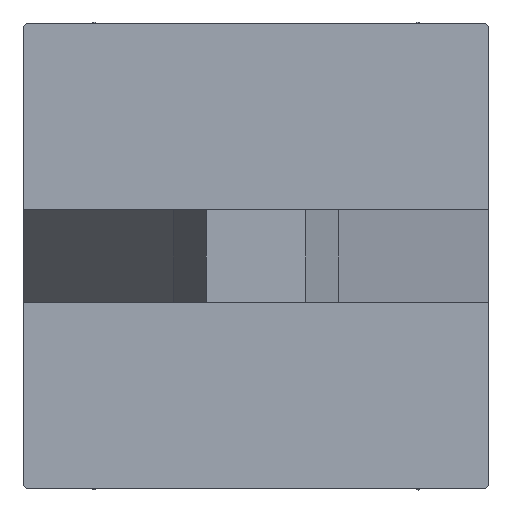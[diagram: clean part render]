
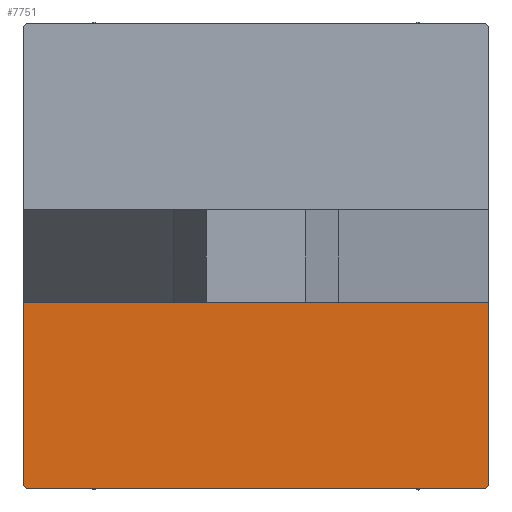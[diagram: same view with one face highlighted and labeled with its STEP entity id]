
A CAD part, left-side view. The second image highlights one B-rep face of the part: STEP entity #7751.
In plain terms, the highlighted planar face has unit normal (-1, 0, 0).
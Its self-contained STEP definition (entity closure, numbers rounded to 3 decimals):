
#1925 = PLANE ( 'NONE',  #3891 ) ;
#3362 = ORIENTED_EDGE ( 'NONE', *, *, #20191, .F. ) ;
#3680 = CARTESIAN_POINT ( 'NONE',  ( 0., 37.5, -37.5 ) ) ;
#3889 = VECTOR ( 'NONE', #15475, 1000. ) ;
#3891 = AXIS2_PLACEMENT_3D ( 'NONE', #44515, #12837, #23994 ) ;
#4292 = LINE ( 'NONE', #19176, #29927 ) ;
#4324 = LINE ( 'NONE', #7578, #37608 ) ;
#4760 = DIRECTION ( 'NONE',  ( 0., 0.707, 0.707 ) ) ;
#4872 = CARTESIAN_POINT ( 'NONE',  ( 0., -37.5, 37.5 ) ) ;
#5179 = EDGE_CURVE ( 'NONE', #15724, #44413, #39047, .T. ) ;
#7578 = CARTESIAN_POINT ( 'NONE',  ( 0., 37.5, 37.5 ) ) ;
#7751 = ADVANCED_FACE ( 'NONE', ( #34694 ), #1925, .T. ) ;
#12150 = EDGE_CURVE ( 'NONE', #44413, #15104, #25472, .T. ) ;
#12837 = DIRECTION ( 'NONE',  ( -1., 0., 0. ) ) ;
#13454 = VECTOR ( 'NONE', #25773, 1000. ) ;
#15104 = VERTEX_POINT ( 'NONE', #24042 ) ;
#15143 = ORIENTED_EDGE ( 'NONE', *, *, #39846, .T. ) ;
#15475 = DIRECTION ( 'NONE',  ( 0., -0.707, 0.707 ) ) ;
#15724 = VERTEX_POINT ( 'NONE', #16276 ) ;
#15797 = LINE ( 'NONE', #4872, #28317 ) ;
#16276 = CARTESIAN_POINT ( 'NONE',  ( 0., -7.5, -37.5 ) ) ;
#16833 = ORIENTED_EDGE ( 'NONE', *, *, #5179, .T. ) ;
#17490 = ORIENTED_EDGE ( 'NONE', *, *, #37118, .F. ) ;
#19176 = CARTESIAN_POINT ( 'NONE',  ( 0., -37.25, 37.25 ) ) ;
#20191 = EDGE_CURVE ( 'NONE', #40817, #26650, #4324, .T. ) ;
#20317 = ORIENTED_EDGE ( 'NONE', *, *, #41163, .T. ) ;
#21960 = CARTESIAN_POINT ( 'NONE',  ( 0., -7.5, 37.5 ) ) ;
#23853 = ORIENTED_EDGE ( 'NONE', *, *, #12150, .T. ) ;
#23994 = DIRECTION ( 'NONE',  ( 0., 0., 1. ) ) ;
#24042 = CARTESIAN_POINT ( 'NONE',  ( 0., -37.5, -37. ) ) ;
#24889 = CARTESIAN_POINT ( 'NONE',  ( 0., -37., 37.5 ) ) ;
#24993 = VERTEX_POINT ( 'NONE', #27080 ) ;
#25472 = LINE ( 'NONE', #32917, #3889 ) ;
#25773 = DIRECTION ( 'NONE',  ( 0., -1., 0. ) ) ;
#26650 = VERTEX_POINT ( 'NONE', #24889 ) ;
#27080 = CARTESIAN_POINT ( 'NONE',  ( 0., -37.5, 37. ) ) ;
#28317 = VECTOR ( 'NONE', #43962, 1000. ) ;
#28974 = DIRECTION ( 'NONE',  ( 0., -1., 0. ) ) ;
#29122 = DIRECTION ( 'NONE',  ( 0., 0., -1. ) ) ;
#29927 = VECTOR ( 'NONE', #4760, 1000. ) ;
#32608 = CARTESIAN_POINT ( 'NONE',  ( 0., -7.5, 37.5 ) ) ;
#32917 = CARTESIAN_POINT ( 'NONE',  ( 0., -37.25, -37.25 ) ) ;
#34694 = FACE_OUTER_BOUND ( 'NONE', #43731, .T. ) ;
#37118 = EDGE_CURVE ( 'NONE', #24993, #15104, #15797, .T. ) ;
#37322 = VECTOR ( 'NONE', #29122, 1000. ) ;
#37608 = VECTOR ( 'NONE', #28974, 1000. ) ;
#39047 = LINE ( 'NONE', #3680, #13454 ) ;
#39846 = EDGE_CURVE ( 'NONE', #40817, #15724, #42869, .T. ) ;
#40817 = VERTEX_POINT ( 'NONE', #21960 ) ;
#41163 = EDGE_CURVE ( 'NONE', #24993, #26650, #4292, .T. ) ;
#41381 = CARTESIAN_POINT ( 'NONE',  ( 0., -37., -37.5 ) ) ;
#42869 = LINE ( 'NONE', #32608, #37322 ) ;
#43731 = EDGE_LOOP ( 'NONE', ( #3362, #15143, #16833, #23853, #17490, #20317 ) ) ;
#43962 = DIRECTION ( 'NONE',  ( 0., 0., -1. ) ) ;
#44413 = VERTEX_POINT ( 'NONE', #41381 ) ;
#44515 = CARTESIAN_POINT ( 'NONE',  ( 0., 0., 0. ) ) ;
